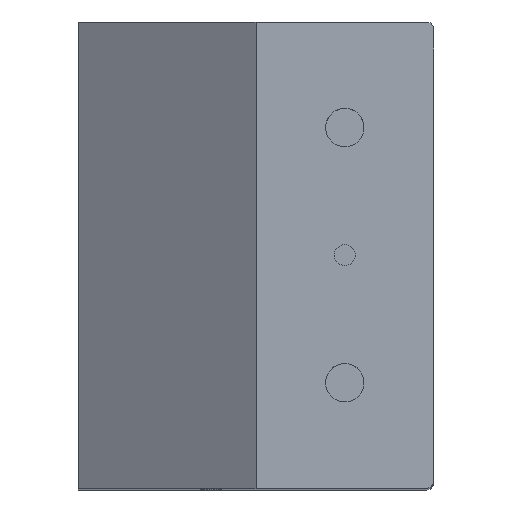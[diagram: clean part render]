
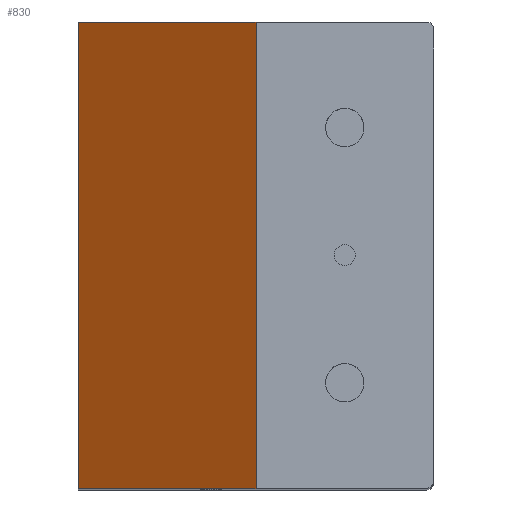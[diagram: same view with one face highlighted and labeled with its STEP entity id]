
A CAD part, top view. The second image highlights one B-rep face of the part: STEP entity #830.
In plain terms, the highlighted planar face has unit normal (-0.567, 0, 0.824).
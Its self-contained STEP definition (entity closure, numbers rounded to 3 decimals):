
#134=FACE_OUTER_BOUND('',#197,.T.);
#197=EDGE_LOOP('',(#729,#730,#731,#732));
#236=LINE('',#1248,#310);
#276=LINE('',#1385,#350);
#277=LINE('',#1387,#351);
#278=LINE('',#1388,#352);
#310=VECTOR('',#998,10.);
#350=VECTOR('',#1152,10.);
#351=VECTOR('',#1153,10.);
#352=VECTOR('',#1154,10.);
#386=VERTEX_POINT('',#1245);
#387=VERTEX_POINT('',#1247);
#427=VERTEX_POINT('',#1384);
#428=VERTEX_POINT('',#1386);
#467=EDGE_CURVE('',#386,#387,#236,.T.);
#533=EDGE_CURVE('',#386,#427,#276,.T.);
#534=EDGE_CURVE('',#428,#427,#277,.T.);
#535=EDGE_CURVE('',#428,#387,#278,.T.);
#729=ORIENTED_EDGE('',*,*,#467,.F.);
#730=ORIENTED_EDGE('',*,*,#533,.T.);
#731=ORIENTED_EDGE('',*,*,#534,.F.);
#732=ORIENTED_EDGE('',*,*,#535,.T.);
#786=PLANE('',#925);
#830=ADVANCED_FACE('',(#134),#786,.F.);
#925=AXIS2_PLACEMENT_3D('',#1383,#1150,#1151);
#998=DIRECTION('',(0.823,0.,0.567));
#1150=DIRECTION('center_axis',(0.567,0.,-0.823));
#1151=DIRECTION('ref_axis',(-0.823,0.,-0.567));
#1152=DIRECTION('',(0.,-1.,0.));
#1153=DIRECTION('',(-0.823,0.,-0.567));
#1154=DIRECTION('',(0.,1.,0.));
#1245=CARTESIAN_POINT('',(-25.4,33.35,88.9));
#1247=CARTESIAN_POINT('',(0.,33.35,106.4));
#1248=CARTESIAN_POINT('',(-16.243,33.35,95.209));
#1383=CARTESIAN_POINT('Origin',(0.,-33.35,106.4));
#1384=CARTESIAN_POINT('',(-25.4,-33.35,88.9));
#1385=CARTESIAN_POINT('',(-25.4,33.35,88.9));
#1386=CARTESIAN_POINT('',(0.,-33.35,106.4));
#1387=CARTESIAN_POINT('',(-33.467,-33.35,83.342));
#1388=CARTESIAN_POINT('',(0.,-33.35,106.4));
